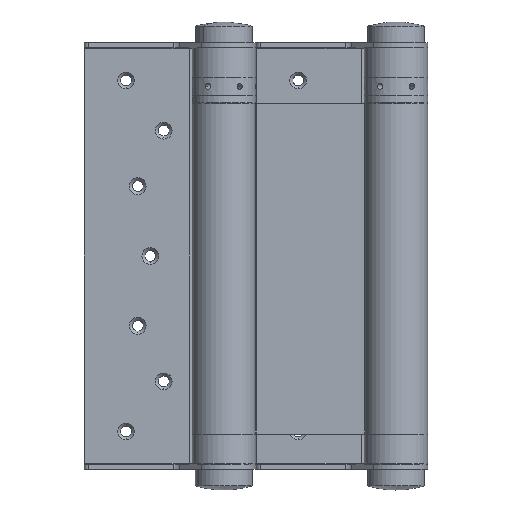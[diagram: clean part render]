
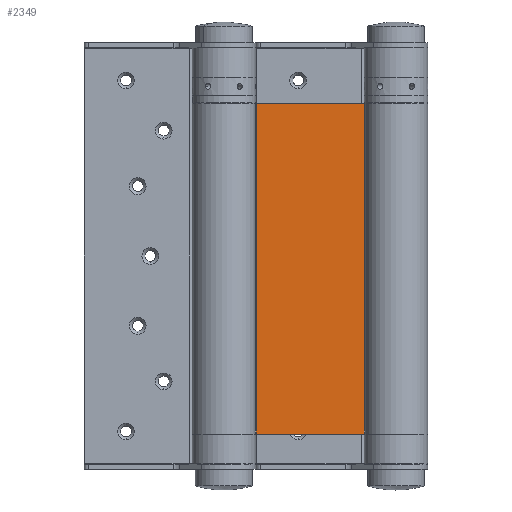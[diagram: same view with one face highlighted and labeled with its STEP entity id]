
A CAD part, front view. The second image highlights one B-rep face of the part: STEP entity #2349.
In plain terms, the highlighted planar face has unit normal (0, -1, 0).
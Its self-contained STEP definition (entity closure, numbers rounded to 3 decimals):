
#2340 = ORIENTED_EDGE ( 'NONE', *, *, #2366, .T. ) ;
#2341 = EDGE_CURVE ( 'NONE', #2375, #2369, #4380, .T. ) ;
#2342 = ORIENTED_EDGE ( 'NONE', *, *, #2359, .T. ) ;
#2344 = ORIENTED_EDGE ( 'NONE', *, *, #2341, .F. ) ;
#2349 = ADVANCED_FACE ( 'NONE', ( #4430 ), #4413, .T. ) ;
#2356 = EDGE_CURVE ( 'NONE', #2365, #2375, #3174, .T. ) ;
#2358 = VERTEX_POINT ( 'NONE', #3189 ) ;
#2359 = EDGE_CURVE ( 'NONE', #2358, #2369, #3166, .T. ) ;
#2365 = VERTEX_POINT ( 'NONE', #3158 ) ;
#2366 = EDGE_CURVE ( 'NONE', #2365, #2358, #3142, .T. ) ;
#2369 = VERTEX_POINT ( 'NONE', #3144 ) ;
#2371 = ORIENTED_EDGE ( 'NONE', *, *, #2356, .F. ) ;
#2374 = EDGE_LOOP ( 'NONE', ( #2344, #2371, #2340, #2342 ) ) ;
#2375 = VERTEX_POINT ( 'NONE', #2848 ) ;
#2848 = CARTESIAN_POINT ( 'NONE',  ( -83.5, -3.502, 0. ) ) ;
#3141 = CARTESIAN_POINT ( 'NONE',  ( -83.5, -3.502, -198. ) ) ;
#3142 = LINE ( 'NONE', #3141, #3201 ) ;
#3144 = CARTESIAN_POINT ( 'NONE',  ( -18.84, -3.502, 0. ) ) ;
#3158 = CARTESIAN_POINT ( 'NONE',  ( -83.5, -3.502, -198. ) ) ;
#3163 = DIRECTION ( 'NONE',  ( 0., 0., 1. ) ) ;
#3164 = VECTOR ( 'NONE', #3163, 1000. ) ;
#3165 = CARTESIAN_POINT ( 'NONE',  ( -18.84, -3.502, -198. ) ) ;
#3166 = LINE ( 'NONE', #3165, #3164 ) ;
#3171 = DIRECTION ( 'NONE',  ( 0., 0., 1. ) ) ;
#3172 = VECTOR ( 'NONE', #3171, 1000. ) ;
#3173 = CARTESIAN_POINT ( 'NONE',  ( -83.5, -3.502, -198. ) ) ;
#3174 = LINE ( 'NONE', #3173, #3172 ) ;
#3189 = CARTESIAN_POINT ( 'NONE',  ( -18.84, -3.502, -198. ) ) ;
#3200 = DIRECTION ( 'NONE',  ( 1., 0., 0. ) ) ;
#3201 = VECTOR ( 'NONE', #3200, 1000. ) ;
#4371 = VECTOR ( 'NONE', #4428, 1000. ) ;
#4372 = CARTESIAN_POINT ( 'NONE',  ( -83.5, -3.502, 0. ) ) ;
#4380 = LINE ( 'NONE', #4372, #4371 ) ;
#4406 = DIRECTION ( 'NONE',  ( 0., 0., -1. ) ) ;
#4407 = DIRECTION ( 'NONE',  ( 0., -1., 0. ) ) ;
#4412 = AXIS2_PLACEMENT_3D ( 'NONE', #4422, #4407, #4406 ) ;
#4413 = PLANE ( 'NONE',  #4412 ) ;
#4422 = CARTESIAN_POINT ( 'NONE',  ( -83.5, -3.502, -198. ) ) ;
#4428 = DIRECTION ( 'NONE',  ( 1., 0., 0. ) ) ;
#4430 = FACE_OUTER_BOUND ( 'NONE', #2374, .T. ) ;
